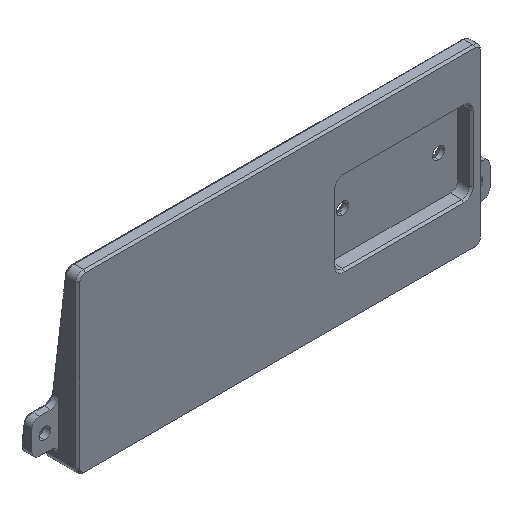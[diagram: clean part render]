
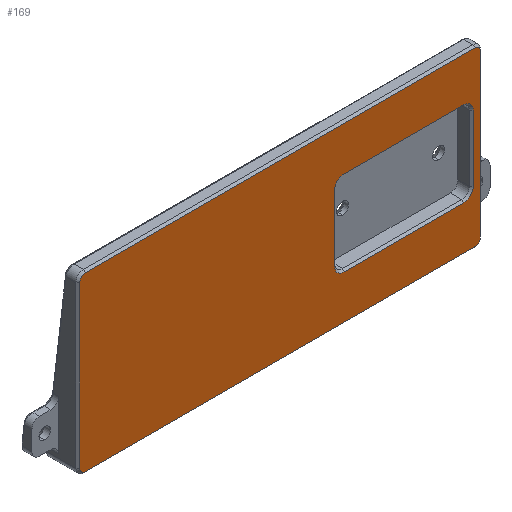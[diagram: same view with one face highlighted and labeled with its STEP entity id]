
A CAD part, isometric view. The second image highlights one B-rep face of the part: STEP entity #169.
In plain terms, the highlighted planar face has unit normal (0, -1, 0).
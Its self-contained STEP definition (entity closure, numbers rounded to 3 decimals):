
#2 = CARTESIAN_POINT ( 'NONE',  ( 2., 0., -45.5 ) ) ;
#31 = AXIS2_PLACEMENT_3D ( 'NONE', #2932, #462, #1555 ) ;
#46 = VERTEX_POINT ( 'NONE', #2 ) ;
#51 = DIRECTION ( 'NONE',  ( 0., 0., -1. ) ) ;
#68 = AXIS2_PLACEMENT_3D ( 'NONE', #2597, #1254, #3388 ) ;
#88 = ORIENTED_EDGE ( 'NONE', *, *, #101, .T. ) ;
#90 = VERTEX_POINT ( 'NONE', #2775 ) ;
#101 = EDGE_CURVE ( 'NONE', #1154, #1702, #1655, .T. ) ;
#114 = CARTESIAN_POINT ( 'NONE',  ( 103.3, 0., -31.6 ) ) ;
#117 = DIRECTION ( 'NONE',  ( 0., 0., -1. ) ) ;
#150 = CARTESIAN_POINT ( 'NONE',  ( 69.6, 0., -31.6 ) ) ;
#169 = ADVANCED_FACE ( 'NONE', ( #3335, #871 ), #1688, .T. ) ;
#292 = AXIS2_PLACEMENT_3D ( 'NONE', #2195, #574, #1921 ) ;
#300 = VECTOR ( 'NONE', #597, 1000. ) ;
#301 = VECTOR ( 'NONE', #948, 1000. ) ;
#323 = CARTESIAN_POINT ( 'NONE',  ( 0., 0., 0. ) ) ;
#325 = LINE ( 'NONE', #617, #2552 ) ;
#352 = VECTOR ( 'NONE', #2525, 1000. ) ;
#376 = VERTEX_POINT ( 'NONE', #3434 ) ;
#436 = DIRECTION ( 'NONE',  ( 0., 1., 0. ) ) ;
#443 = CARTESIAN_POINT ( 'NONE',  ( 69.6, 0., -11.9 ) ) ;
#462 = DIRECTION ( 'NONE',  ( 0., -1., 0. ) ) ;
#473 = VECTOR ( 'NONE', #1486, 1000. ) ;
#512 = EDGE_CURVE ( 'NONE', #1791, #2232, #2847, .T. ) ;
#533 = AXIS2_PLACEMENT_3D ( 'NONE', #1998, #2253, #869 ) ;
#574 = DIRECTION ( 'NONE',  ( 0., 1., 0. ) ) ;
#597 = DIRECTION ( 'NONE',  ( 0., 0., 1. ) ) ;
#612 = VERTEX_POINT ( 'NONE', #2190 ) ;
#613 = LINE ( 'NONE', #1174, #352 ) ;
#617 = CARTESIAN_POINT ( 'NONE',  ( 69.6, 0., -34.1 ) ) ;
#619 = ORIENTED_EDGE ( 'NONE', *, *, #1931, .T. ) ;
#626 = VERTEX_POINT ( 'NONE', #3223 ) ;
#708 = CARTESIAN_POINT ( 'NONE',  ( 103.7, 0., -0.5 ) ) ;
#753 = VERTEX_POINT ( 'NONE', #443 ) ;
#756 = EDGE_CURVE ( 'NONE', #3133, #626, #1623, .T. ) ;
#869 = DIRECTION ( 'NONE',  ( 0., 0., -1. ) ) ;
#871 = FACE_BOUND ( 'NONE', #2160, .T. ) ;
#948 = DIRECTION ( 'NONE',  ( 0., 0., -1. ) ) ;
#987 = DIRECTION ( 'NONE',  ( 0., 1., 0. ) ) ;
#991 = CARTESIAN_POINT ( 'NONE',  ( 69.6, 0., -34.1 ) ) ;
#1009 = ORIENTED_EDGE ( 'NONE', *, *, #3371, .T. ) ;
#1013 = DIRECTION ( 'NONE',  ( 0., -1., 0. ) ) ;
#1023 = ORIENTED_EDGE ( 'NONE', *, *, #1137, .T. ) ;
#1026 = EDGE_CURVE ( 'NONE', #626, #2064, #325, .T. ) ;
#1087 = CARTESIAN_POINT ( 'NONE',  ( 67.1, 0., -14.4 ) ) ;
#1094 = ORIENTED_EDGE ( 'NONE', *, *, #2825, .T. ) ;
#1124 = DIRECTION ( 'NONE',  ( 0., 0., -1. ) ) ;
#1134 = ORIENTED_EDGE ( 'NONE', *, *, #2560, .T. ) ;
#1135 = LINE ( 'NONE', #2230, #1671 ) ;
#1136 = ORIENTED_EDGE ( 'NONE', *, *, #1587, .T. ) ;
#1137 = EDGE_CURVE ( 'NONE', #612, #3133, #1806, .T. ) ;
#1154 = VERTEX_POINT ( 'NONE', #2356 ) ;
#1168 = ORIENTED_EDGE ( 'NONE', *, *, #2679, .T. ) ;
#1174 = CARTESIAN_POINT ( 'NONE',  ( 105.2, 0., -2. ) ) ;
#1254 = DIRECTION ( 'NONE',  ( 0., 1., 0. ) ) ;
#1267 = EDGE_LOOP ( 'NONE', ( #1136, #1094, #2754, #2133, #1134, #3574, #1009, #2576 ) ) ;
#1324 = VERTEX_POINT ( 'NONE', #1368 ) ;
#1331 = EDGE_CURVE ( 'NONE', #376, #3150, #613, .T. ) ;
#1368 = CARTESIAN_POINT ( 'NONE',  ( 2., 0., -0.5 ) ) ;
#1384 = CIRCLE ( 'NONE', #292, 2.5 ) ;
#1387 = EDGE_CURVE ( 'NONE', #90, #376, #3289, .T. ) ;
#1398 = VECTOR ( 'NONE', #51, 1000. ) ;
#1440 = CARTESIAN_POINT ( 'NONE',  ( 0.5, 0., -44. ) ) ;
#1444 = CIRCLE ( 'NONE', #1961, 2.5 ) ;
#1461 = CARTESIAN_POINT ( 'NONE',  ( 100.8, 0., -31.6 ) ) ;
#1486 = DIRECTION ( 'NONE',  ( 1., 0., 0. ) ) ;
#1529 = VERTEX_POINT ( 'NONE', #3100 ) ;
#1543 = CARTESIAN_POINT ( 'NONE',  ( 103.7, 0., -2. ) ) ;
#1555 = DIRECTION ( 'NONE',  ( 0., 0., -1. ) ) ;
#1563 = AXIS2_PLACEMENT_3D ( 'NONE', #1740, #1785, #2892 ) ;
#1571 = AXIS2_PLACEMENT_3D ( 'NONE', #1461, #987, #117 ) ;
#1587 = EDGE_CURVE ( 'NONE', #2232, #46, #3065, .T. ) ;
#1592 = EDGE_CURVE ( 'NONE', #1702, #753, #2606, .T. ) ;
#1623 = CIRCLE ( 'NONE', #1571, 2.5 ) ;
#1655 = LINE ( 'NONE', #1087, #300 ) ;
#1671 = VECTOR ( 'NONE', #2752, 1000. ) ;
#1673 = VERTEX_POINT ( 'NONE', #708 ) ;
#1688 = PLANE ( 'NONE',  #2497 ) ;
#1702 = VERTEX_POINT ( 'NONE', #1888 ) ;
#1740 = CARTESIAN_POINT ( 'NONE',  ( 2., 0., -44. ) ) ;
#1785 = DIRECTION ( 'NONE',  ( 0., -1., 0. ) ) ;
#1791 = VERTEX_POINT ( 'NONE', #3293 ) ;
#1806 = LINE ( 'NONE', #114, #301 ) ;
#1811 = LINE ( 'NONE', #2343, #3384 ) ;
#1819 = DIRECTION ( 'NONE',  ( 0., 0., -1. ) ) ;
#1888 = CARTESIAN_POINT ( 'NONE',  ( 67.1, 0., -14.4 ) ) ;
#1908 = DIRECTION ( 'NONE',  ( 0., -1., 0. ) ) ;
#1921 = DIRECTION ( 'NONE',  ( 0., 0., -1. ) ) ;
#1931 = EDGE_CURVE ( 'NONE', #753, #1529, #1811, .T. ) ;
#1961 = AXIS2_PLACEMENT_3D ( 'NONE', #150, #436, #3175 ) ;
#1998 = CARTESIAN_POINT ( 'NONE',  ( 103.7, 0., -44. ) ) ;
#2064 = VERTEX_POINT ( 'NONE', #991 ) ;
#2133 = ORIENTED_EDGE ( 'NONE', *, *, #1331, .T. ) ;
#2160 = EDGE_LOOP ( 'NONE', ( #3571, #619, #1168, #1023, #2910, #3362, #3099, #88 ) ) ;
#2190 = CARTESIAN_POINT ( 'NONE',  ( 103.3, 0., -14.4 ) ) ;
#2195 = CARTESIAN_POINT ( 'NONE',  ( 100.8, 0., -14.4 ) ) ;
#2230 = CARTESIAN_POINT ( 'NONE',  ( 2., 0., -0.5 ) ) ;
#2232 = VERTEX_POINT ( 'NONE', #1440 ) ;
#2253 = DIRECTION ( 'NONE',  ( 0., -1., 0. ) ) ;
#2343 = CARTESIAN_POINT ( 'NONE',  ( 100.8, 0., -11.9 ) ) ;
#2356 = CARTESIAN_POINT ( 'NONE',  ( 67.1, 0., -31.6 ) ) ;
#2417 = EDGE_CURVE ( 'NONE', #2064, #1154, #1444, .T. ) ;
#2432 = AXIS2_PLACEMENT_3D ( 'NONE', #1543, #1013, #1819 ) ;
#2497 = AXIS2_PLACEMENT_3D ( 'NONE', #323, #1908, #1124 ) ;
#2525 = DIRECTION ( 'NONE',  ( 0., 0., 1. ) ) ;
#2552 = VECTOR ( 'NONE', #2812, 1000. ) ;
#2555 = CARTESIAN_POINT ( 'NONE',  ( 103.7, 0., -45.5 ) ) ;
#2560 = EDGE_CURVE ( 'NONE', #3150, #1673, #3060, .T. ) ;
#2576 = ORIENTED_EDGE ( 'NONE', *, *, #512, .T. ) ;
#2597 = CARTESIAN_POINT ( 'NONE',  ( 69.6, 0., -14.4 ) ) ;
#2606 = CIRCLE ( 'NONE', #68, 2.5 ) ;
#2679 = EDGE_CURVE ( 'NONE', #1529, #612, #1384, .T. ) ;
#2737 = EDGE_CURVE ( 'NONE', #1673, #1324, #1135, .T. ) ;
#2752 = DIRECTION ( 'NONE',  ( -1., 0., 0. ) ) ;
#2754 = ORIENTED_EDGE ( 'NONE', *, *, #1387, .T. ) ;
#2775 = CARTESIAN_POINT ( 'NONE',  ( 103.7, 0., -45.5 ) ) ;
#2783 = CARTESIAN_POINT ( 'NONE',  ( 103.3, 0., -31.6 ) ) ;
#2812 = DIRECTION ( 'NONE',  ( -1., 0., 0. ) ) ;
#2825 = EDGE_CURVE ( 'NONE', #46, #90, #3364, .T. ) ;
#2847 = LINE ( 'NONE', #2869, #1398 ) ;
#2869 = CARTESIAN_POINT ( 'NONE',  ( 0.5, 0., -44. ) ) ;
#2892 = DIRECTION ( 'NONE',  ( 0., 0., -1. ) ) ;
#2910 = ORIENTED_EDGE ( 'NONE', *, *, #756, .T. ) ;
#2932 = CARTESIAN_POINT ( 'NONE',  ( 2., 0., -2. ) ) ;
#3057 = CARTESIAN_POINT ( 'NONE',  ( 105.2, 0., -2. ) ) ;
#3060 = CIRCLE ( 'NONE', #2432, 1.5 ) ;
#3065 = CIRCLE ( 'NONE', #1563, 1.5 ) ;
#3099 = ORIENTED_EDGE ( 'NONE', *, *, #2417, .T. ) ;
#3100 = CARTESIAN_POINT ( 'NONE',  ( 100.8, 0., -11.9 ) ) ;
#3133 = VERTEX_POINT ( 'NONE', #2783 ) ;
#3150 = VERTEX_POINT ( 'NONE', #3057 ) ;
#3175 = DIRECTION ( 'NONE',  ( 0., 0., -1. ) ) ;
#3186 = DIRECTION ( 'NONE',  ( 1., 0., 0. ) ) ;
#3223 = CARTESIAN_POINT ( 'NONE',  ( 100.8, 0., -34.1 ) ) ;
#3289 = CIRCLE ( 'NONE', #533, 1.5 ) ;
#3293 = CARTESIAN_POINT ( 'NONE',  ( 0.5, 0., -2. ) ) ;
#3335 = FACE_OUTER_BOUND ( 'NONE', #1267, .T. ) ;
#3362 = ORIENTED_EDGE ( 'NONE', *, *, #1026, .T. ) ;
#3364 = LINE ( 'NONE', #2555, #473 ) ;
#3366 = CIRCLE ( 'NONE', #31, 1.5 ) ;
#3371 = EDGE_CURVE ( 'NONE', #1324, #1791, #3366, .T. ) ;
#3384 = VECTOR ( 'NONE', #3186, 1000. ) ;
#3388 = DIRECTION ( 'NONE',  ( 0., 0., -1. ) ) ;
#3434 = CARTESIAN_POINT ( 'NONE',  ( 105.2, 0., -44. ) ) ;
#3571 = ORIENTED_EDGE ( 'NONE', *, *, #1592, .T. ) ;
#3574 = ORIENTED_EDGE ( 'NONE', *, *, #2737, .T. ) ;
